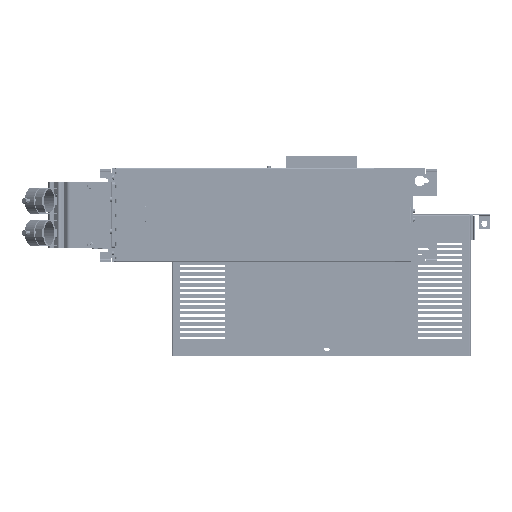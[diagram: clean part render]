
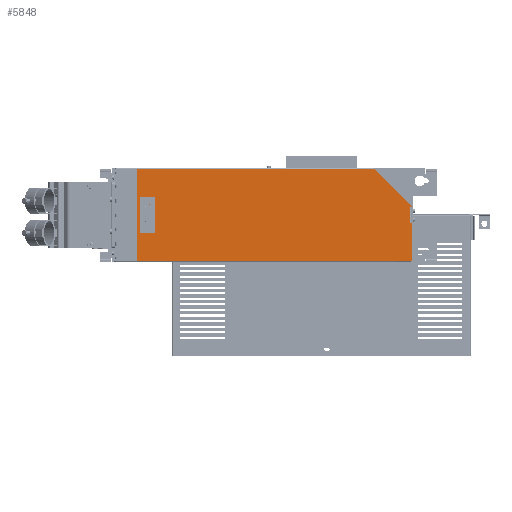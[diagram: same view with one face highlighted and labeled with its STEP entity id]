
A CAD part, top view. The second image highlights one B-rep face of the part: STEP entity #5848.
In plain terms, the highlighted face is planar.
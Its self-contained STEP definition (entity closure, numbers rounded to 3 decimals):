
#5848 = ADVANCED_FACE( '', ( #11067 ), #11068, .F. );
#11067 = FACE_OUTER_BOUND( '', #19608, .T. );
#11068 = PLANE( '', #19609 );
#19608 = EDGE_LOOP( '', ( #35759, #35760, #35761, #35762, #35763, #35764, #35765, #35766, #35767, #35768, #35769, #35770 ) );
#19609 = AXIS2_PLACEMENT_3D( '', #35771, #35772, #35773 );
#35759 = ORIENTED_EDGE( '', *, *, #71252, .F. );
#35760 = ORIENTED_EDGE( '', *, *, #71253, .F. );
#35761 = ORIENTED_EDGE( '', *, *, #71254, .T. );
#35762 = ORIENTED_EDGE( '', *, *, #71127, .F. );
#35763 = ORIENTED_EDGE( '', *, *, #71255, .F. );
#35764 = ORIENTED_EDGE( '', *, *, #71256, .F. );
#35765 = ORIENTED_EDGE( '', *, *, #69418, .T. );
#35766 = ORIENTED_EDGE( '', *, *, #71110, .T. );
#35767 = ORIENTED_EDGE( '', *, *, #69443, .T. );
#35768 = ORIENTED_EDGE( '', *, *, #71132, .T. );
#35769 = ORIENTED_EDGE( '', *, *, #71257, .T. );
#35770 = ORIENTED_EDGE( '', *, *, #71229, .F. );
#35771 = CARTESIAN_POINT( '', ( -270., 1.5, -85. ) );
#35772 = DIRECTION( '', ( 0., -1., 0. ) );
#35773 = DIRECTION( '', ( 0., 0., -1. ) );
#69418 = EDGE_CURVE( '', #79238, #79235, #79239, .T. );
#69443 = EDGE_CURVE( '', #79284, #79282, #79285, .T. );
#71110 = EDGE_CURVE( '', #79235, #79284, #82127, .T. );
#71127 = EDGE_CURVE( '', #82158, #82159, #82160, .T. );
#71132 = EDGE_CURVE( '', #79282, #79295, #82166, .T. );
#71229 = EDGE_CURVE( '', #82348, #82350, #82351, .T. );
#71252 = EDGE_CURVE( '', #82391, #82348, #82392, .T. );
#71253 = EDGE_CURVE( '', #82393, #82391, #82394, .T. );
#71254 = EDGE_CURVE( '', #82393, #82159, #82395, .T. );
#71255 = EDGE_CURVE( '', #82396, #82158, #82397, .T. );
#71256 = EDGE_CURVE( '', #79238, #82396, #82398, .T. );
#71257 = EDGE_CURVE( '', #79295, #82350, #82399, .T. );
#79235 = VERTEX_POINT( '', #95293 );
#79238 = VERTEX_POINT( '', #95297 );
#79239 = LINE( '', #95298, #95299 );
#79282 = VERTEX_POINT( '', #95361 );
#79284 = VERTEX_POINT( '', #95363 );
#79285 = LINE( '', #95364, #95365 );
#79295 = VERTEX_POINT( '', #95378 );
#82127 = LINE( '', #99836, #99837 );
#82158 = VERTEX_POINT( '', #99879 );
#82159 = VERTEX_POINT( '', #99880 );
#82160 = LINE( '', #99881, #99882 );
#82166 = LINE( '', #99891, #99892 );
#82348 = VERTEX_POINT( '', #100158 );
#82350 = VERTEX_POINT( '', #100161 );
#82351 = LINE( '', #100162, #100163 );
#82391 = VERTEX_POINT( '', #100219 );
#82392 = LINE( '', #100220, #100221 );
#82393 = VERTEX_POINT( '', #100222 );
#82394 = LINE( '', #100223, #100224 );
#82395 = LINE( '', #100225, #100226 );
#82396 = VERTEX_POINT( '', #100227 );
#82397 = LINE( '', #100228, #100229 );
#82398 = LINE( '', #100230, #100231 );
#82399 = LINE( '', #100232, #100233 );
#95293 = CARTESIAN_POINT( '', ( 267.7, 1.5, -82.7 ) );
#95297 = CARTESIAN_POINT( '', ( 268.498, 1.5, -82.7 ) );
#95298 = CARTESIAN_POINT( '', ( 270., 1.5, -82.7 ) );
#95299 = VECTOR( '', #142614, 1000. );
#95361 = CARTESIAN_POINT( '', ( -228., 1.5, 82.5 ) );
#95363 = CARTESIAN_POINT( '', ( -228., 1.5, -82.7 ) );
#95364 = CARTESIAN_POINT( '', ( -228., 1.5, -85. ) );
#95365 = VECTOR( '', #142649, 1000. );
#95378 = CARTESIAN_POINT( '', ( 267.7, 1.5, 82.5 ) );
#99836 = CARTESIAN_POINT( '', ( 270., 1.5, -82.7 ) );
#99837 = VECTOR( '', #144390, 1000. );
#99879 = CARTESIAN_POINT( '', ( 264.998, 1.5, -15. ) );
#99880 = CARTESIAN_POINT( '', ( 264.998, 1.5, -14. ) );
#99881 = CARTESIAN_POINT( '', ( 264.998, 1.5, -15. ) );
#99882 = VECTOR( '', #144417, 1000. );
#99891 = CARTESIAN_POINT( '', ( -270., 1.5, 82.5 ) );
#99892 = VECTOR( '', #144424, 1000. );
#100158 = CARTESIAN_POINT( '', ( 268.498, 1.5, 15. ) );
#100161 = CARTESIAN_POINT( '', ( 268.498, 1.5, 82.5 ) );
#100162 = CARTESIAN_POINT( '', ( 268.498, 1.5, -85. ) );
#100163 = VECTOR( '', #144543, 1000. );
#100219 = CARTESIAN_POINT( '', ( 264.998, 1.5, 15. ) );
#100220 = CARTESIAN_POINT( '', ( 264.998, 1.5, 15. ) );
#100221 = VECTOR( '', #144578, 1000. );
#100222 = CARTESIAN_POINT( '', ( 264.998, 1.5, 14. ) );
#100223 = CARTESIAN_POINT( '', ( 264.998, 1.5, -15. ) );
#100224 = VECTOR( '', #144579, 1000. );
#100225 = CARTESIAN_POINT( '', ( 264.998, 1.5, 14. ) );
#100226 = VECTOR( '', #144580, 1000. );
#100227 = CARTESIAN_POINT( '', ( 268.498, 1.5, -15. ) );
#100228 = CARTESIAN_POINT( '', ( 268.498, 1.5, -15. ) );
#100229 = VECTOR( '', #144581, 1000. );
#100230 = CARTESIAN_POINT( '', ( 268.498, 1.5, -85. ) );
#100231 = VECTOR( '', #144582, 1000. );
#100232 = CARTESIAN_POINT( '', ( -270., 1.5, 82.5 ) );
#100233 = VECTOR( '', #144583, 1000. );
#142614 = DIRECTION( '', ( -1., 0., 0. ) );
#142649 = DIRECTION( '', ( 0., 0., 1. ) );
#144390 = DIRECTION( '', ( -1., 0., 0. ) );
#144417 = DIRECTION( '', ( 0., 0., 1. ) );
#144424 = DIRECTION( '', ( 1., 0., 0. ) );
#144543 = DIRECTION( '', ( 0., 0., 1. ) );
#144578 = DIRECTION( '', ( 1., 0., 0. ) );
#144579 = DIRECTION( '', ( 0., 0., 1. ) );
#144580 = DIRECTION( '', ( 0., 0., -1. ) );
#144581 = DIRECTION( '', ( -1., 0., 0. ) );
#144582 = DIRECTION( '', ( 0., 0., 1. ) );
#144583 = DIRECTION( '', ( 1., 0., 0. ) );
